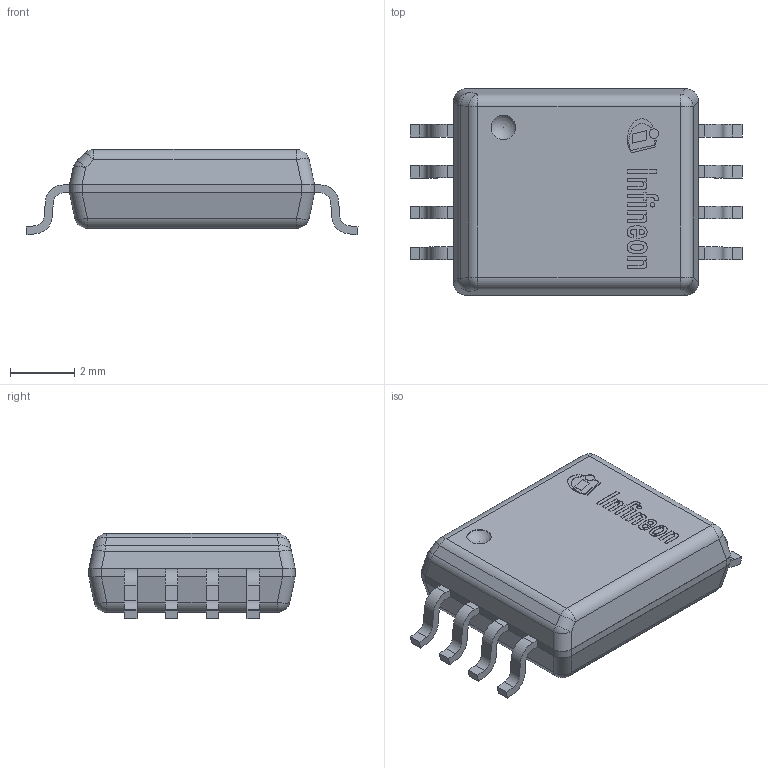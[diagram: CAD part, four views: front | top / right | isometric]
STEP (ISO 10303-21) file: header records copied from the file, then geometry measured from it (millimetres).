
FILE_DESCRIPTION(/* description */ (''),/* implementation_level */ '2;1');
FILE_NAME(/* name */ 'PG-DSO-8-59_Z8B00168626_V04_3D.stp',/* time_stamp */ '2019-12-23T12:28:46+06:00',/* author */ ('janartha'),/* organization */ (''),/* preprocessor_version */ 'ST-DEVELOPER v16.13',/* originating_system */ 'AutoCAD Mechanical',/* authorisation */ '');
FILE_SCHEMA (('AUTOMOTIVE_DESIGN { 1 0 10303 214 3 1 1 }'));
Length unit declared in the file: millimetre
Products named in the file (1): Product
Bounding box: 10.3 x 6.4 x 2.66 mm (x, y, z)
Volume: 111.6 mm3; surface area: 368.4 mm2
Topology: 24 solids, 24 shells, 376 faces, 955 edges, 626 vertices
Faces by surface type: plane 187, cylinder 174, sphere 13, torus 2
Full cylindrical faces by diameter (mm): 0.142 x1, 0.293 x1, 0.76 x2, 2.4 x1
Entity records: 11315 total; most frequent: DIRECTION 2043, CARTESIAN_POINT 1936, ORIENTED_EDGE 1878, EDGE_CURVE 939, AXIS2_PLACEMENT_3D 727, VERTEX_POINT 620, LINE 589, VECTOR 589
